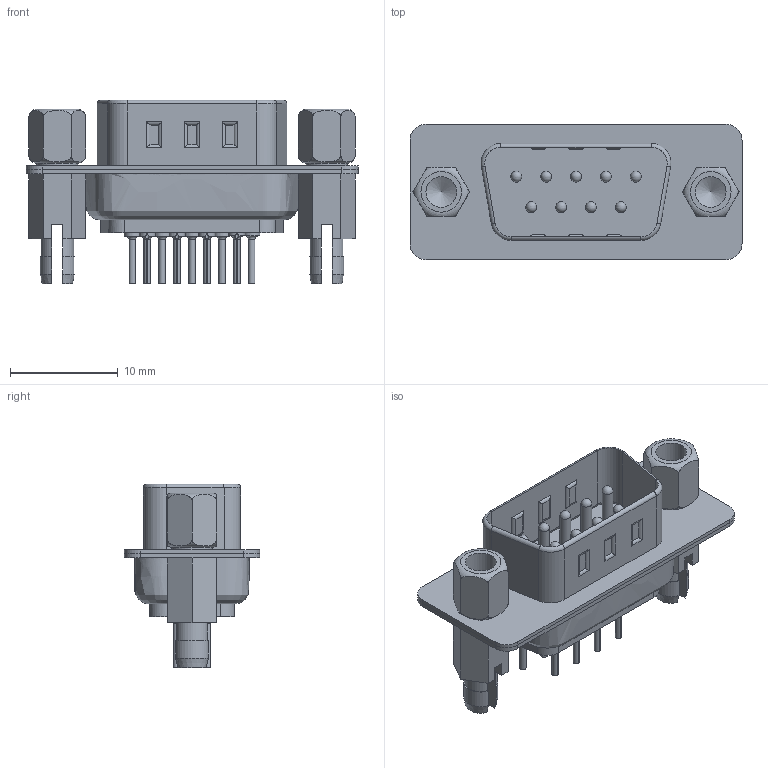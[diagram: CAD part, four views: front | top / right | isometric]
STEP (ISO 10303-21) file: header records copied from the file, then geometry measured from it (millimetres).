
FILE_DESCRIPTION(/* description */ ('Unknown'),/* implementation_level */ '2;1');
FILE_NAME(/* name */ 'J_Wurth_WR-DSUB_61800929221',/* time_stamp */ '2025-07-14T09:31:36+08:00',/* author */ ('Unknown'),/* organization */ ('Unknown'),/* preprocessor_version */ 'ST-DEVELOPER v19.4',/* originating_system */ 'Solid Edge',/* authorisation */ 'Unknown');
FILE_SCHEMA (('AUTOMOTIVE_DESIGN {1 0 10303 214 3 1 1}'));
Length unit declared in the file: millimetre
Products named in the file (2): J_Wurth_WR-DSUB_61800929221
Assembly tree (1 placements, depth 2):
  J_Wurth_WR-DSUB_61800929221
    J_Wurth_WR-DSUB_61800929221
Bounding box: 30.8 x 12.55 x 17.05 mm (x, y, z)
Volume: 1567.6 mm3; surface area: 4894.3 mm2
Topology: 17 solids, 17 shells, 728 faces, 1954 edges, 1274 vertices
Faces by surface type: plane 417, cylinder 236, cone 30, torus 25, bspline 11, sphere 9
Full cylindrical faces by diameter (mm): 1 x9, 1.5 x9, 2.75 x2, 2.85 x2, 3 x4, 3.1 x2, 3.8 x2
Entity records: 31549 total; most frequent: CARTESIAN_POINT 12679, DIRECTION 3863, ORIENTED_EDGE 3718, EDGE_CURVE 1859, AXIS2_PLACEMENT_3D 1415, VERTEX_POINT 1235, LINE 1033, VECTOR 1033
